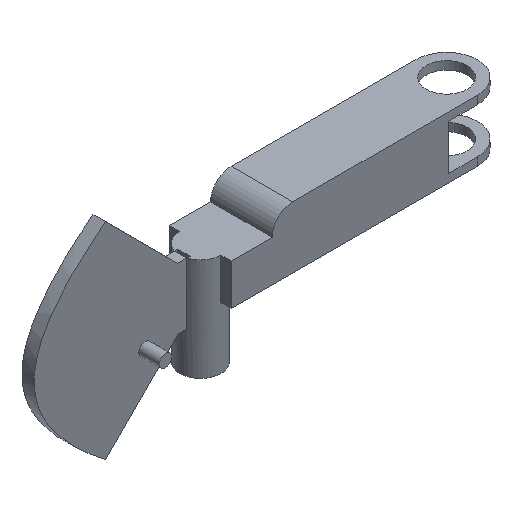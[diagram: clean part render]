
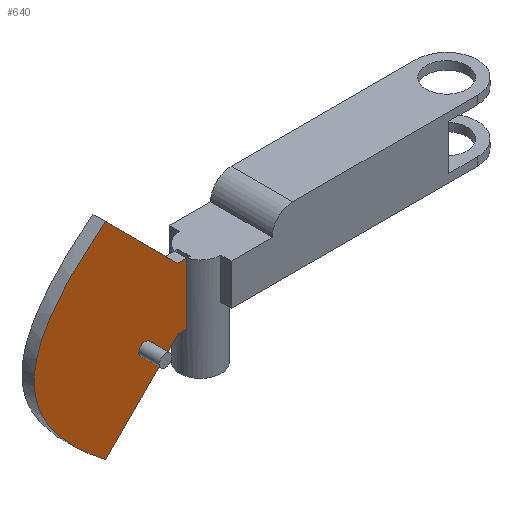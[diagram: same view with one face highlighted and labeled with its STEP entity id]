
A CAD part, isometric view. The second image highlights one B-rep face of the part: STEP entity #640.
In plain terms, the highlighted planar face has unit normal (0, -1, 0).
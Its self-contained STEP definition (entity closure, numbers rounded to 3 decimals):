
#19=(
BOUNDED_CURVE()
B_SPLINE_CURVE(5,(#1091,#1092,#1093,#1094,#1095,#1096,#1097,#1098,#1099,
#1100,#1101,#1102,#1103,#1104,#1105),.UNSPECIFIED.,.F.,.F.)
B_SPLINE_CURVE_WITH_KNOTS((6,1,1,1,1,1,1,1,1,1,6),(0.,0.1,0.2,0.3,0.4,0.5,
0.6,0.7,0.8,0.9,0.998),.UNSPECIFIED.)
CURVE()
GEOMETRIC_REPRESENTATION_ITEM()
RATIONAL_B_SPLINE_CURVE((1.,1.,1.,1.,1.,1.,1.,1.,1.,1.,1.,1.,1.,1.,1.))
REPRESENTATION_ITEM('')
);
#27=FACE_BOUND('',#125,.T.);
#49=PLANE('',#711);
#83=FACE_OUTER_BOUND('',#124,.T.);
#124=EDGE_LOOP('',(#583,#584,#585,#586,#587,#588));
#125=EDGE_LOOP('',(#589));
#164=LINE('',#998,#226);
#168=LINE('',#1006,#230);
#174=LINE('',#1016,#236);
#186=LINE('',#1056,#248);
#190=LINE('',#1124,#252);
#226=VECTOR('',#800,10.);
#230=VECTOR('',#806,10.);
#236=VECTOR('',#814,10.);
#248=VECTOR('',#870,10.);
#252=VECTOR('',#876,10.);
#256=CIRCLE('',#664,1.5);
#280=VERTEX_POINT('',#906);
#317=VERTEX_POINT('',#995);
#318=VERTEX_POINT('',#997);
#321=VERTEX_POINT('',#1005);
#324=VERTEX_POINT('',#1014);
#330=VERTEX_POINT('',#1055);
#332=VERTEX_POINT('',#1090);
#338=EDGE_CURVE('',#280,#280,#256,.T.);
#384=EDGE_CURVE('',#317,#318,#164,.T.);
#388=EDGE_CURVE('',#321,#317,#168,.T.);
#394=EDGE_CURVE('',#324,#321,#174,.T.);
#412=EDGE_CURVE('',#324,#330,#186,.T.);
#415=EDGE_CURVE('',#330,#332,#19,.T.);
#418=EDGE_CURVE('',#318,#332,#190,.T.);
#583=ORIENTED_EDGE('',*,*,#412,.T.);
#584=ORIENTED_EDGE('',*,*,#415,.T.);
#585=ORIENTED_EDGE('',*,*,#418,.F.);
#586=ORIENTED_EDGE('',*,*,#384,.F.);
#587=ORIENTED_EDGE('',*,*,#388,.F.);
#588=ORIENTED_EDGE('',*,*,#394,.F.);
#589=ORIENTED_EDGE('',*,*,#338,.T.);
#640=ADVANCED_FACE('',(#83,#27),#49,.F.);
#664=AXIS2_PLACEMENT_3D('',#907,#726,#727);
#711=AXIS2_PLACEMENT_3D('',#1127,#880,#881);
#726=DIRECTION('center_axis',(0.,1.,0.));
#727=DIRECTION('ref_axis',(1.,0.,0.));
#800=DIRECTION('',(-1.,0.,0.));
#806=DIRECTION('',(0.,0.,-1.));
#814=DIRECTION('',(1.,0.,0.));
#870=DIRECTION('',(-0.707,0.,0.707));
#876=DIRECTION('',(-0.707,0.,-0.707));
#880=DIRECTION('center_axis',(0.,1.,0.));
#881=DIRECTION('ref_axis',(1.,0.,0.));
#906=CARTESIAN_POINT('',(-16.5,-1.5,-4.));
#907=CARTESIAN_POINT('Origin',(-15.,-1.5,-4.));
#995=CARTESIAN_POINT('',(-4.77,-1.5,-5.));
#997=CARTESIAN_POINT('',(-7.,-1.5,-5.));
#998=CARTESIAN_POINT('',(-4.77,-1.5,-5.));
#1005=CARTESIAN_POINT('',(-4.77,-1.5,10.));
#1006=CARTESIAN_POINT('',(-4.77,-1.5,10.));
#1014=CARTESIAN_POINT('',(-7.,-1.5,10.));
#1016=CARTESIAN_POINT('',(-7.,-1.5,10.));
#1055=CARTESIAN_POINT('',(-24.678,-1.5,27.678));
#1056=CARTESIAN_POINT('',(-7.,-1.5,10.));
#1090=CARTESIAN_POINT('',(-24.601,-1.5,-22.601));
#1091=CARTESIAN_POINT('Ctrl Pts',(-24.678,-1.5,27.678));
#1092=CARTESIAN_POINT('Ctrl Pts',(-25.995,-1.5,26.669));
#1093=CARTESIAN_POINT('Ctrl Pts',(-28.514,-1.5,24.652));
#1094=CARTESIAN_POINT('Ctrl Pts',(-31.947,-1.5,21.627));
#1095=CARTESIAN_POINT('Ctrl Pts',(-35.821,-1.5,17.594));
#1096=CARTESIAN_POINT('Ctrl Pts',(-39.41,-1.5,12.554));
#1097=CARTESIAN_POINT('Ctrl Pts',(-41.634,-1.5,7.516));
#1098=CARTESIAN_POINT('Ctrl Pts',(-42.383,-1.5,2.48));
#1099=CARTESIAN_POINT('Ctrl Pts',(-41.596,-1.5,-2.555));
#1100=CARTESIAN_POINT('Ctrl Pts',(-39.334,-1.5,-7.588));
#1101=CARTESIAN_POINT('Ctrl Pts',(-35.721,-1.5,-12.604));
#1102=CARTESIAN_POINT('Ctrl Pts',(-31.839,-1.5,-16.613));
#1103=CARTESIAN_POINT('Ctrl Pts',(-28.409,-1.5,-19.615));
#1104=CARTESIAN_POINT('Ctrl Pts',(-25.901,-1.5,-21.611));
#1105=CARTESIAN_POINT('Ctrl Pts',(-24.601,-1.5,-22.601));
#1124=CARTESIAN_POINT('',(-7.,-1.5,-5.));
#1127=CARTESIAN_POINT('Origin',(-24.691,-1.5,2.538));
